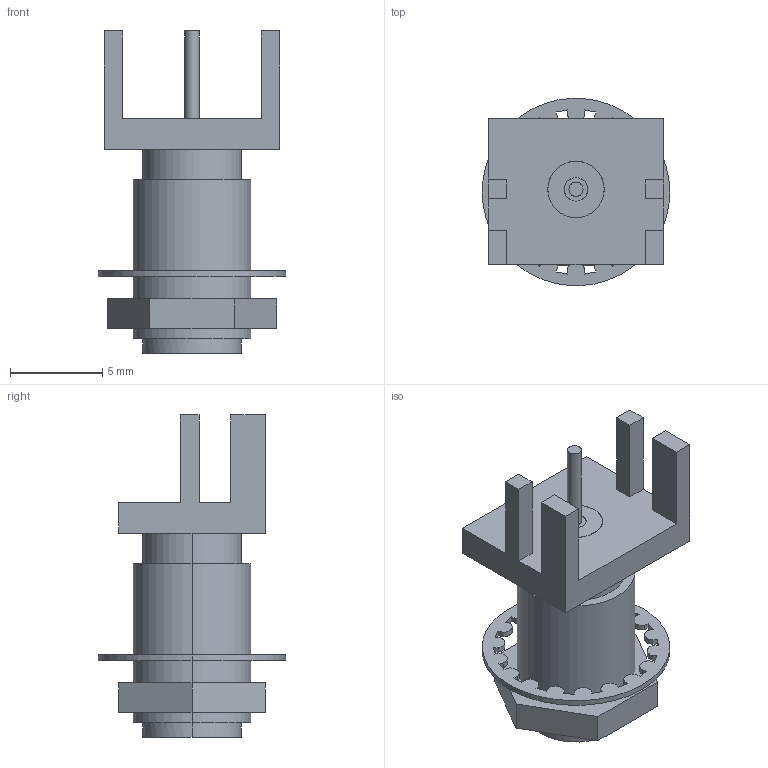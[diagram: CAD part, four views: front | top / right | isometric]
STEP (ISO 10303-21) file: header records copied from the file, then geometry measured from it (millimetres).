
FILE_DESCRIPTION(('none'),'2,1');
FILE_NAME('','Tue Sep 22 18:05:34 2015',('Unknown author'),(''),'HOOPS Exchange','Windows','Unknown authorisation');
FILE_SCHEMA( ('AUTOMOTIVE_DESIGN { 1 0 10303 214 1 1 1 1 }') );
Length unit declared in the file: inch
Products named in the file (1): Product0
Bounding box: 10.16 x 10.15 x 17.45 mm (x, y, z)
Volume: 506.4 mm3; surface area: 815 mm2
Topology: 5 solids, 5 shells, 135 faces, 354 edges, 236 vertices
Faces by surface type: bspline 135
Entity records: 12542 total; most frequent: CARTESIAN_POINT 7971, B_SPLINE_CURVE_WITH_KNOTS 946, DEFINITIONAL_REPRESENTATION 708, PCURVE 708, ORIENTED_EDGE 708, INTERSECTION_CURVE 354, EDGE_CURVE 354, VERTEX_POINT 236
